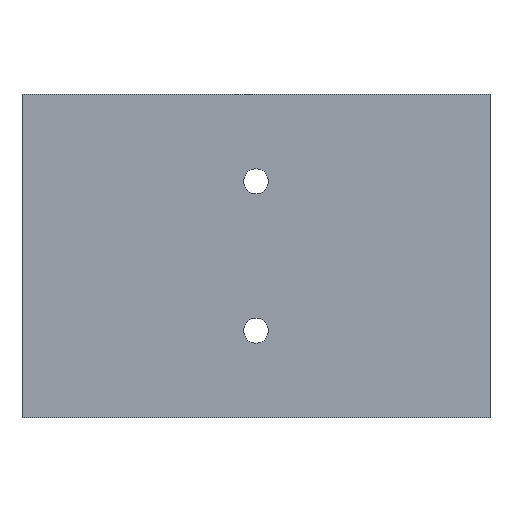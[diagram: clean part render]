
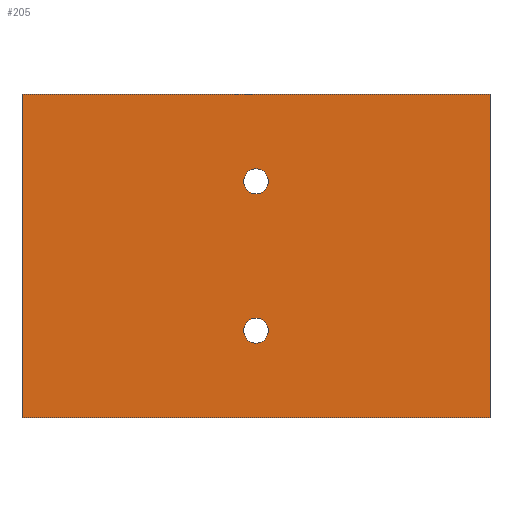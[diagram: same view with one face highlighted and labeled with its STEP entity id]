
A CAD part, front view. The second image highlights one B-rep face of the part: STEP entity #205.
In plain terms, the highlighted planar face has unit normal (0, -1, 0).
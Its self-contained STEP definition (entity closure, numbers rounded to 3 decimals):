
#38 = DIRECTION ( 'NONE',  ( 0., -1., 0. ) ) ;
#41 = CARTESIAN_POINT ( 'NONE',  ( -47., 0., -65. ) ) ;
#43 = PLANE ( 'NONE',  #76 ) ;
#45 = DIRECTION ( 'NONE',  ( 0., 0., -1. ) ) ;
#51 = CARTESIAN_POINT ( 'NONE',  ( 0., 0., -50. ) ) ;
#54 = CARTESIAN_POINT ( 'NONE',  ( 0., 0., -20. ) ) ;
#62 = EDGE_CURVE ( 'NONE', #94, #91, #159, .T. ) ;
#71 = EDGE_CURVE ( 'NONE', #253, #253, #150, .T. ) ;
#72 = EDGE_CURVE ( 'NONE', #109, #94, #143, .T. ) ;
#75 = AXIS2_PLACEMENT_3D ( 'NONE', #232, #218, #225 ) ;
#76 = AXIS2_PLACEMENT_3D ( 'NONE', #41, #38, #45 ) ;
#77 = EDGE_CURVE ( 'NONE', #109, #103, #144, .T. ) ;
#82 = EDGE_CURVE ( 'NONE', #103, #91, #138, .T. ) ;
#88 = EDGE_CURVE ( 'NONE', #266, #266, #136, .T. ) ;
#89 = AXIS2_PLACEMENT_3D ( 'NONE', #248, #246, #213 ) ;
#91 = VERTEX_POINT ( 'NONE', #210 ) ;
#93 = ORIENTED_EDGE ( 'NONE', *, *, #88, .F. ) ;
#94 = VERTEX_POINT ( 'NONE', #251 ) ;
#103 = VERTEX_POINT ( 'NONE', #223 ) ;
#109 = VERTEX_POINT ( 'NONE', #235 ) ;
#136 = CIRCLE ( 'NONE', #89, 2.5 ) ;
#138 = LINE ( 'NONE', #240, #140 ) ;
#140 = VECTOR ( 'NONE', #212, 1000. ) ;
#141 = VECTOR ( 'NONE', #208, 1000. ) ;
#142 = VECTOR ( 'NONE', #243, 1000. ) ;
#143 = LINE ( 'NONE', #221, #141 ) ;
#144 = LINE ( 'NONE', #252, #142 ) ;
#150 = CIRCLE ( 'NONE', #75, 2.5 ) ;
#158 = VECTOR ( 'NONE', #215, 1000. ) ;
#159 = LINE ( 'NONE', #214, #158 ) ;
#165 = EDGE_LOOP ( 'NONE', ( #183, #184, #185, #192 ) ) ;
#166 = EDGE_LOOP ( 'NONE', ( #93 ) ) ;
#171 = EDGE_LOOP ( 'NONE', ( #193 ) ) ;
#183 = ORIENTED_EDGE ( 'NONE', *, *, #82, .F. ) ;
#184 = ORIENTED_EDGE ( 'NONE', *, *, #77, .F. ) ;
#185 = ORIENTED_EDGE ( 'NONE', *, *, #72, .T. ) ;
#192 = ORIENTED_EDGE ( 'NONE', *, *, #62, .T. ) ;
#193 = ORIENTED_EDGE ( 'NONE', *, *, #71, .T. ) ;
#205 = ADVANCED_FACE ( 'NONE', ( #255, #283, #296 ), #43, .T. ) ;
#208 = DIRECTION ( 'NONE',  ( 1., 0., 0. ) ) ;
#210 = CARTESIAN_POINT ( 'NONE',  ( 47., 0., 0. ) ) ;
#212 = DIRECTION ( 'NONE',  ( 1., 0., 0. ) ) ;
#213 = DIRECTION ( 'NONE',  ( 0., 0., -1. ) ) ;
#214 = CARTESIAN_POINT ( 'NONE',  ( 47., 0., -65. ) ) ;
#215 = DIRECTION ( 'NONE',  ( 0., 0., 1. ) ) ;
#218 = DIRECTION ( 'NONE',  ( 0., 1., 0. ) ) ;
#221 = CARTESIAN_POINT ( 'NONE',  ( -47., 0., -65. ) ) ;
#223 = CARTESIAN_POINT ( 'NONE',  ( -47., 0., 0. ) ) ;
#225 = DIRECTION ( 'NONE',  ( 0., 0., -1. ) ) ;
#232 = CARTESIAN_POINT ( 'NONE',  ( 0., 0., -17.5 ) ) ;
#235 = CARTESIAN_POINT ( 'NONE',  ( -47., 0., -65. ) ) ;
#240 = CARTESIAN_POINT ( 'NONE',  ( -47., 0., 0. ) ) ;
#243 = DIRECTION ( 'NONE',  ( 0., 0., 1. ) ) ;
#246 = DIRECTION ( 'NONE',  ( 0., -1., 0. ) ) ;
#248 = CARTESIAN_POINT ( 'NONE',  ( 0., 0., -47.5 ) ) ;
#251 = CARTESIAN_POINT ( 'NONE',  ( 47., 0., -65. ) ) ;
#252 = CARTESIAN_POINT ( 'NONE',  ( -47., 0., -65. ) ) ;
#253 = VERTEX_POINT ( 'NONE', #54 ) ;
#255 = FACE_BOUND ( 'NONE', #166, .T. ) ;
#266 = VERTEX_POINT ( 'NONE', #51 ) ;
#283 = FACE_OUTER_BOUND ( 'NONE', #165, .T. ) ;
#296 = FACE_BOUND ( 'NONE', #171, .T. ) ;
